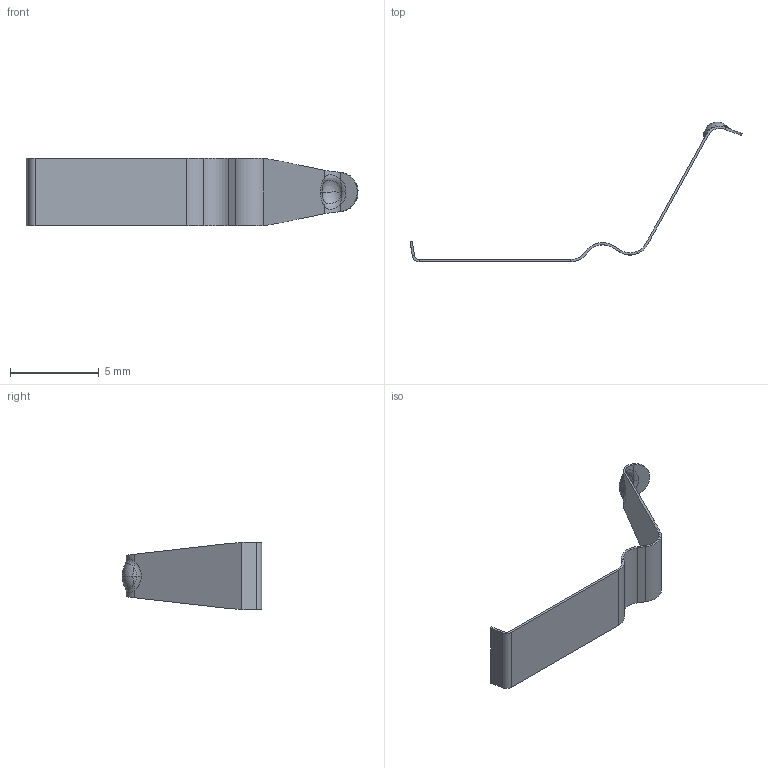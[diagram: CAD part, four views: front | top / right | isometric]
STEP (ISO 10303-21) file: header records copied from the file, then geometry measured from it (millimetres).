
FILE_DESCRIPTION((''),'2;1');
FILE_NAME('0097-0489','2020-06-19T13:17:08',('Alex.Tajkowski'),('LAIRD'),'CREO PARAMETRIC BY PTC INC, 2017380','CREO PARAMETRIC BY PTC INC, 2017380','');
FILE_SCHEMA(('CONFIG_CONTROL_DESIGN'));
Length unit declared in the file: inch
Products named in the file (1): 0097-0489
Bounding box: 18.76 x 7.88 x 3.81 mm (x, y, z)
Volume: 10.6 mm3; surface area: 173.7 mm2
Topology: 1 solids, 1 shells, 70 faces, 152 edges, 80 vertices
Faces by surface type: plane 27, cylinder 15, bspline 14, torus 8, sphere 6
Entity records: 2886 total; most frequent: CARTESIAN_POINT 1457, ORIENTED_EDGE 296, DIRECTION 264, EDGE_CURVE 148, AXIS2_PLACEMENT_3D 99, VERTEX_POINT 80, EDGE_LOOP 70, FACE_OUTER_BOUND 70
